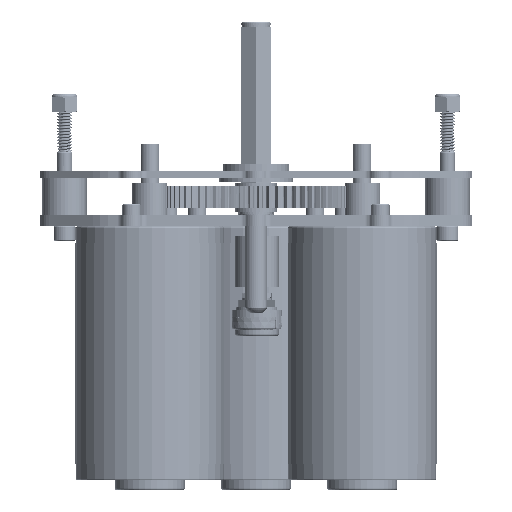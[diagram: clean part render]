
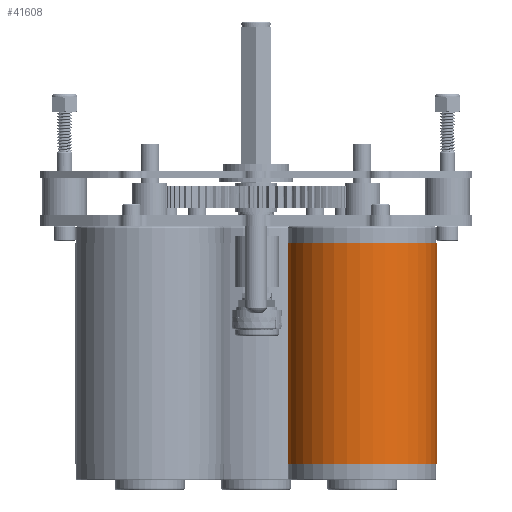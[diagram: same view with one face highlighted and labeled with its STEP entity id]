
A CAD part, front view. The second image highlights one B-rep face of the part: STEP entity #41608.
In plain terms, the highlighted cylindrical face has radius 32.207 mm (diameter 64.414 mm), a full revolution.
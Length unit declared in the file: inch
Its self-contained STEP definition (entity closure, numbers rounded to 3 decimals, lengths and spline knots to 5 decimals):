
#4642=FACE_BOUND($,#7784,.T.);
#5957=FACE_OUTER_BOUND($,#7783,.T.);
#7783=EDGE_LOOP($,(#33294));
#7784=EDGE_LOOP($,(#33295));
#16480=CIRCLE($,#43848,1.268);
#16482=CIRCLE($,#43851,1.268);
#18918=VERTEX_POINT($,#60045);
#18920=VERTEX_POINT($,#60050);
#25489=EDGE_CURVE($,#18918,#18918,#16480,.T.);
#25491=EDGE_CURVE($,#18920,#18920,#16482,.T.);
#33294=ORIENTED_EDGE($,*,*,#25491,.T.);
#33295=ORIENTED_EDGE($,*,*,#25489,.F.);
#40874=CYLINDRICAL_SURFACE($,#43850,1.268);
#41608=ADVANCED_FACE($,(#5957,#4642),#40874,.T.);
#43848=AXIS2_PLACEMENT_3D($,#60046,#49067,#49068);
#43850=AXIS2_PLACEMENT_3D($,#60049,#49071,#49072);
#43851=AXIS2_PLACEMENT_3D($,#60051,#49073,#49074);
#49067=DIRECTION('center_axis',(0.,0.,1.));
#49068=DIRECTION('ref_axis',(1.,0.,0.));
#49071=DIRECTION('center_axis',(0.,0.,-1.));
#49072=DIRECTION('ref_axis',(1.,0.,0.));
#49073=DIRECTION('center_axis',(0.,0.,1.));
#49074=DIRECTION('ref_axis',(1.,0.,0.));
#60045=CARTESIAN_POINT('',(-1.268,0.,0.));
#60046=CARTESIAN_POINT('Origin',(0.,0.,0.));
#60049=CARTESIAN_POINT('Origin',(0.,0.,0.));
#60050=CARTESIAN_POINT('',(-1.268,0.,-3.764));
#60051=CARTESIAN_POINT('Origin',(0.,0.,-3.764));
